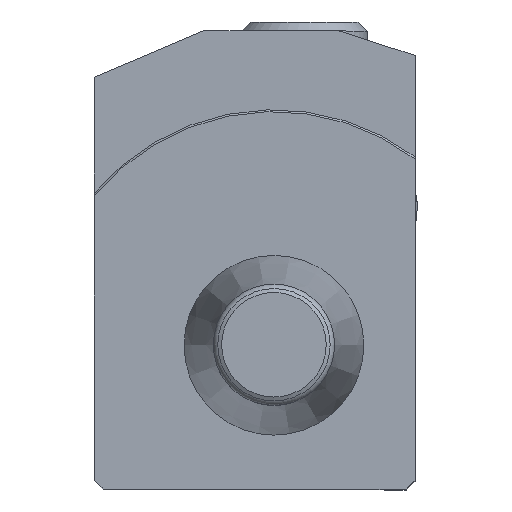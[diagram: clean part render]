
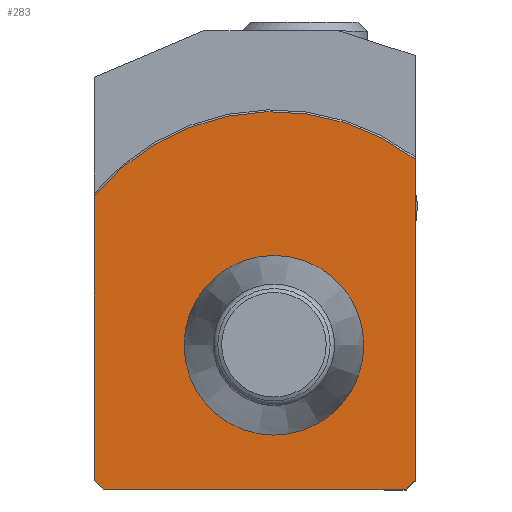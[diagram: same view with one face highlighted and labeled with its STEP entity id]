
A CAD part, top view. The second image highlights one B-rep face of the part: STEP entity #283.
In plain terms, the highlighted planar face has unit normal (0, 0, 1).
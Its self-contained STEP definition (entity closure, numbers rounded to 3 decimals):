
#148=FACE_BOUND('',#533,.T.);
#149=FACE_BOUND('',#534,.T.);
#283=ADVANCED_FACE('SHANK_NECK_TOP_1',(#148,#149),#384,.F.);
#384=PLANE('',#1946);
#533=EDGE_LOOP('',(#786));
#534=EDGE_LOOP('',(#787,#788,#789,#790,#791,#792));
#631=CIRCLE('',#1940,13.);
#632=CIRCLE('',#1945,5.);
#786=ORIENTED_EDGE('',*,*,#1416,.T.);
#787=ORIENTED_EDGE('',*,*,#1415,.F.);
#788=ORIENTED_EDGE('',*,*,#1401,.F.);
#789=ORIENTED_EDGE('',*,*,#1407,.F.);
#790=ORIENTED_EDGE('',*,*,#1410,.F.);
#791=ORIENTED_EDGE('',*,*,#1412,.F.);
#792=ORIENTED_EDGE('',*,*,#1414,.F.);
#1221=VERTEX_POINT('',#2629);
#1222=VERTEX_POINT('',#2631);
#1226=VERTEX_POINT('',#2644);
#1227=VERTEX_POINT('',#2652);
#1228=VERTEX_POINT('',#2656);
#1229=VERTEX_POINT('',#2660);
#1230=VERTEX_POINT('',#2666);
#1401=EDGE_CURVE('',#1221,#1222,#1645,.T.);
#1407=EDGE_CURVE('',#1226,#1221,#1650,.T.);
#1410=EDGE_CURVE('',#1227,#1226,#631,.T.);
#1412=EDGE_CURVE('',#1228,#1227,#1653,.T.);
#1414=EDGE_CURVE('',#1229,#1228,#1655,.T.);
#1415=EDGE_CURVE('',#1222,#1229,#1656,.T.);
#1416=EDGE_CURVE('',#1230,#1230,#632,.T.);
#1645=LINE('',#2630,#1770);
#1650=LINE('',#2645,#1775);
#1653=LINE('',#2657,#1778);
#1655=LINE('',#2661,#1780);
#1656=LINE('',#2663,#1781);
#1770=VECTOR('',#2148,1.);
#1775=VECTOR('',#2155,1.);
#1778=VECTOR('',#2164,1.);
#1780=VECTOR('',#2168,1.);
#1781=VECTOR('',#2171,1.);
#1940=AXIS2_PLACEMENT_3D('',#2653,#2159,#2160);
#1945=AXIS2_PLACEMENT_3D('',#2665,#2174,#2175);
#1946=AXIS2_PLACEMENT_3D('',#2667,#2176,#2177);
#2148=DIRECTION('',(-0.707,-0.707,0.));
#2155=DIRECTION('',(0.,-1.,0.));
#2159=DIRECTION('',(0.,0.,-1.));
#2160=DIRECTION('',(1.,0.,0.));
#2164=DIRECTION('',(0.,1.,0.));
#2168=DIRECTION('',(-0.707,0.707,0.));
#2171=DIRECTION('',(-1.,0.,0.));
#2174=DIRECTION('',(0.,0.,-1.));
#2175=DIRECTION('',(-1.,0.,0.));
#2176=DIRECTION('',(0.,0.,-1.));
#2177=DIRECTION('',(1.,0.,0.));
#2629=CARTESIAN_POINT('',(7.85,-7.5,0.));
#2630=CARTESIAN_POINT('',(7.85,-7.5,0.));
#2631=CARTESIAN_POINT('',(7.35,-8.,0.));
#2644=CARTESIAN_POINT('',(7.85,10.362,0.));
#2645=CARTESIAN_POINT('',(7.85,2.5,0.));
#2652=CARTESIAN_POINT('',(-10.,8.307,0.));
#2653=CARTESIAN_POINT('',(0.,0.,0.));
#2656=CARTESIAN_POINT('',(-10.,-7.5,0.));
#2657=CARTESIAN_POINT('',(-10.,2.5,0.));
#2660=CARTESIAN_POINT('',(-9.5,-8.,0.));
#2661=CARTESIAN_POINT('',(-9.5,-8.,0.));
#2663=CARTESIAN_POINT('',(2.075,-8.,0.));
#2665=CARTESIAN_POINT('',(0.,0.,0.));
#2666=CARTESIAN_POINT('',(-5.,0.,0.));
#2667=CARTESIAN_POINT('',(0.,0.,0.));
